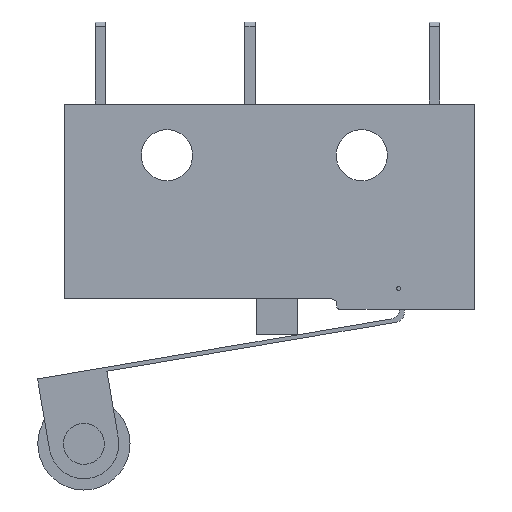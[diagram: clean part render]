
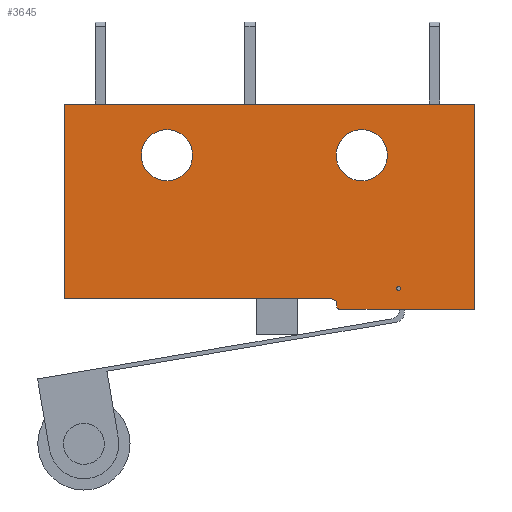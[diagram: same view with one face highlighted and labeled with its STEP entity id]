
A CAD part, front view. The second image highlights one B-rep face of the part: STEP entity #3645.
In plain terms, the highlighted planar face has unit normal (0, -1, 0).
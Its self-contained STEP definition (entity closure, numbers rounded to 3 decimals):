
#15 = DIRECTION ( 'NONE',  ( 0., 0., -1. ) ) ;
#51 = DIRECTION ( 'NONE',  ( 0., -1., 0. ) ) ;
#53 = DIRECTION ( 'NONE',  ( 0., 0., 1. ) ) ;
#65 = DIRECTION ( 'NONE',  ( 0., 0., -1. ) ) ;
#135 = PLANE ( 'NONE',  #430 ) ;
#188 = CARTESIAN_POINT ( 'NONE',  ( 6.3, 0., -3.9 ) ) ;
#231 = CIRCLE ( 'NONE', #2339, 0.1 ) ;
#248 = CARTESIAN_POINT ( 'NONE',  ( -10., 0., -4.5 ) ) ;
#307 = CARTESIAN_POINT ( 'NONE',  ( 2.987, 0., -4.5 ) ) ;
#312 = CARTESIAN_POINT ( 'NONE',  ( 3.287, 0., 0. ) ) ;
#319 = DIRECTION ( 'NONE',  ( 0., 1., 0. ) ) ;
#355 = ORIENTED_EDGE ( 'NONE', *, *, #1388, .T. ) ;
#379 = AXIS2_PLACEMENT_3D ( 'NONE', #3263, #51, #3542 ) ;
#423 = DIRECTION ( 'NONE',  ( 1., 0., 0. ) ) ;
#426 = AXIS2_PLACEMENT_3D ( 'NONE', #600, #319, #907 ) ;
#430 = AXIS2_PLACEMENT_3D ( 'NONE', #2966, #3562, #1305 ) ;
#434 = ORIENTED_EDGE ( 'NONE', *, *, #1301, .T. ) ;
#437 = ORIENTED_EDGE ( 'NONE', *, *, #2467, .F. ) ;
#492 = EDGE_CURVE ( 'NONE', #3341, #2507, #231, .T. ) ;
#509 = ORIENTED_EDGE ( 'NONE', *, *, #1229, .F. ) ;
#537 = CARTESIAN_POINT ( 'NONE',  ( 6.3, 0., -4. ) ) ;
#560 = ORIENTED_EDGE ( 'NONE', *, *, #3507, .T. ) ;
#590 = EDGE_CURVE ( 'NONE', #1371, #2343, #3322, .T. ) ;
#600 = CARTESIAN_POINT ( 'NONE',  ( -5., 0., 2.5 ) ) ;
#611 = EDGE_CURVE ( 'NONE', #3516, #1091, #1639, .T. ) ;
#633 = LINE ( 'NONE', #312, #2404 ) ;
#653 = CARTESIAN_POINT ( 'NONE',  ( 4.5, 0., 2.5 ) ) ;
#663 = VERTEX_POINT ( 'NONE', #188 ) ;
#747 = DIRECTION ( 'NONE',  ( -1., 0., 0. ) ) ;
#767 = EDGE_CURVE ( 'NONE', #930, #2530, #2540, .T. ) ;
#821 = CARTESIAN_POINT ( 'NONE',  ( 0., 0., -5. ) ) ;
#824 = VERTEX_POINT ( 'NONE', #1681 ) ;
#830 = AXIS2_PLACEMENT_3D ( 'NONE', #3565, #3428, #1636 ) ;
#868 = CIRCLE ( 'NONE', #379, 0.3 ) ;
#875 = VERTEX_POINT ( 'NONE', #1935 ) ;
#907 = DIRECTION ( 'NONE',  ( 0., 0., 1. ) ) ;
#930 = VERTEX_POINT ( 'NONE', #2953 ) ;
#943 = CARTESIAN_POINT ( 'NONE',  ( 3.387, 0., -4.9 ) ) ;
#1013 = CARTESIAN_POINT ( 'NONE',  ( 0., 0., -4.5 ) ) ;
#1025 = FACE_BOUND ( 'NONE', #2062, .T. ) ;
#1074 = CARTESIAN_POINT ( 'NONE',  ( -10., 0., 0. ) ) ;
#1091 = VERTEX_POINT ( 'NONE', #1912 ) ;
#1144 = CARTESIAN_POINT ( 'NONE',  ( -5., 0., 2.5 ) ) ;
#1149 = CIRCLE ( 'NONE', #3544, 0.1 ) ;
#1183 = DIRECTION ( 'NONE',  ( 0., 0., 1. ) ) ;
#1198 = DIRECTION ( 'NONE',  ( 0., 1., 0. ) ) ;
#1229 = EDGE_CURVE ( 'NONE', #875, #663, #2585, .T. ) ;
#1247 = CARTESIAN_POINT ( 'NONE',  ( 4.5, 0., 1.25 ) ) ;
#1263 = FACE_BOUND ( 'NONE', #2064, .T. ) ;
#1298 = ORIENTED_EDGE ( 'NONE', *, *, #2462, .F. ) ;
#1301 = EDGE_CURVE ( 'NONE', #1091, #1371, #1951, .T. ) ;
#1302 = ORIENTED_EDGE ( 'NONE', *, *, #767, .T. ) ;
#1305 = DIRECTION ( 'NONE',  ( 0., 0., 1. ) ) ;
#1330 = CIRCLE ( 'NONE', #1752, 1.25 ) ;
#1371 = VERTEX_POINT ( 'NONE', #248 ) ;
#1388 = EDGE_CURVE ( 'NONE', #1511, #1947, #2376, .T. ) ;
#1403 = DIRECTION ( 'NONE',  ( 0., 0., 1. ) ) ;
#1447 = ORIENTED_EDGE ( 'NONE', *, *, #590, .T. ) ;
#1490 = ORIENTED_EDGE ( 'NONE', *, *, #611, .T. ) ;
#1511 = VERTEX_POINT ( 'NONE', #1247 ) ;
#1516 = CARTESIAN_POINT ( 'NONE',  ( 10., 0., 5. ) ) ;
#1530 = EDGE_CURVE ( 'NONE', #824, #2343, #868, .T. ) ;
#1636 = DIRECTION ( 'NONE',  ( 0., 0., 1. ) ) ;
#1639 = LINE ( 'NONE', #2180, #2321 ) ;
#1672 = EDGE_LOOP ( 'NONE', ( #560, #3683, #2894, #437, #1490, #434, #1447, #2714 ) ) ;
#1681 = CARTESIAN_POINT ( 'NONE',  ( 3.287, 0., -4.8 ) ) ;
#1696 = ORIENTED_EDGE ( 'NONE', *, *, #3548, .T. ) ;
#1714 = DIRECTION ( 'NONE',  ( 0., 0., -1. ) ) ;
#1752 = AXIS2_PLACEMENT_3D ( 'NONE', #653, #1198, #1183 ) ;
#1785 = CARTESIAN_POINT ( 'NONE',  ( 4.5, 0., 3.75 ) ) ;
#1912 = CARTESIAN_POINT ( 'NONE',  ( -10., 0., 5. ) ) ;
#1934 = LINE ( 'NONE', #821, #3054 ) ;
#1935 = CARTESIAN_POINT ( 'NONE',  ( 6.3, 0., -4.1 ) ) ;
#1947 = VERTEX_POINT ( 'NONE', #1785 ) ;
#1951 = LINE ( 'NONE', #1074, #2082 ) ;
#1954 = DIRECTION ( 'NONE',  ( -1., 0., 0. ) ) ;
#1997 = CARTESIAN_POINT ( 'NONE',  ( 3.387, 0., -5. ) ) ;
#2047 = CIRCLE ( 'NONE', #426, 1.25 ) ;
#2062 = EDGE_LOOP ( 'NONE', ( #1298, #509 ) ) ;
#2064 = EDGE_LOOP ( 'NONE', ( #2854, #1302 ) ) ;
#2082 = VECTOR ( 'NONE', #1714, 1000. ) ;
#2180 = CARTESIAN_POINT ( 'NONE',  ( 0., 0., 5. ) ) ;
#2209 = CARTESIAN_POINT ( 'NONE',  ( 4.5, 0., 2.5 ) ) ;
#2235 = CARTESIAN_POINT ( 'NONE',  ( -5., 0., 3.75 ) ) ;
#2280 = VECTOR ( 'NONE', #15, 1000. ) ;
#2312 = VERTEX_POINT ( 'NONE', #3135 ) ;
#2321 = VECTOR ( 'NONE', #747, 1000. ) ;
#2339 = AXIS2_PLACEMENT_3D ( 'NONE', #943, #2621, #53 ) ;
#2343 = VERTEX_POINT ( 'NONE', #307 ) ;
#2357 = EDGE_CURVE ( 'NONE', #2530, #930, #2047, .T. ) ;
#2376 = CIRCLE ( 'NONE', #2733, 1.25 ) ;
#2404 = VECTOR ( 'NONE', #65, 1000. ) ;
#2405 = FACE_OUTER_BOUND ( 'NONE', #1672, .T. ) ;
#2462 = EDGE_CURVE ( 'NONE', #663, #875, #1149, .T. ) ;
#2467 = EDGE_CURVE ( 'NONE', #3516, #2312, #3086, .T. ) ;
#2507 = VERTEX_POINT ( 'NONE', #1997 ) ;
#2519 = CARTESIAN_POINT ( 'NONE',  ( 10., 0., 0. ) ) ;
#2530 = VERTEX_POINT ( 'NONE', #2235 ) ;
#2540 = CIRCLE ( 'NONE', #2716, 1.25 ) ;
#2555 = EDGE_CURVE ( 'NONE', #2312, #2507, #1934, .T. ) ;
#2563 = EDGE_LOOP ( 'NONE', ( #1696, #355 ) ) ;
#2585 = CIRCLE ( 'NONE', #830, 0.1 ) ;
#2621 = DIRECTION ( 'NONE',  ( 0., -1., 0. ) ) ;
#2714 = ORIENTED_EDGE ( 'NONE', *, *, #1530, .F. ) ;
#2716 = AXIS2_PLACEMENT_3D ( 'NONE', #1144, #3130, #3412 ) ;
#2733 = AXIS2_PLACEMENT_3D ( 'NONE', #2209, #3364, #1403 ) ;
#2754 = FACE_BOUND ( 'NONE', #2563, .T. ) ;
#2854 = ORIENTED_EDGE ( 'NONE', *, *, #2357, .T. ) ;
#2894 = ORIENTED_EDGE ( 'NONE', *, *, #2555, .F. ) ;
#2953 = CARTESIAN_POINT ( 'NONE',  ( -5., 0., 1.25 ) ) ;
#2966 = CARTESIAN_POINT ( 'NONE',  ( 0., 0., 0. ) ) ;
#3054 = VECTOR ( 'NONE', #1954, 1000. ) ;
#3086 = LINE ( 'NONE', #2519, #2280 ) ;
#3130 = DIRECTION ( 'NONE',  ( 0., 1., 0. ) ) ;
#3135 = CARTESIAN_POINT ( 'NONE',  ( 10., 0., -5. ) ) ;
#3170 = DIRECTION ( 'NONE',  ( 0., 0., 1. ) ) ;
#3263 = CARTESIAN_POINT ( 'NONE',  ( 2.987, 0., -4.8 ) ) ;
#3322 = LINE ( 'NONE', #1013, #3468 ) ;
#3341 = VERTEX_POINT ( 'NONE', #3651 ) ;
#3364 = DIRECTION ( 'NONE',  ( 0., 1., 0. ) ) ;
#3412 = DIRECTION ( 'NONE',  ( 0., 0., 1. ) ) ;
#3428 = DIRECTION ( 'NONE',  ( 0., -1., 0. ) ) ;
#3431 = DIRECTION ( 'NONE',  ( 0., -1., 0. ) ) ;
#3468 = VECTOR ( 'NONE', #423, 1000. ) ;
#3507 = EDGE_CURVE ( 'NONE', #824, #3341, #633, .T. ) ;
#3516 = VERTEX_POINT ( 'NONE', #1516 ) ;
#3542 = DIRECTION ( 'NONE',  ( 0., 0., 1. ) ) ;
#3544 = AXIS2_PLACEMENT_3D ( 'NONE', #537, #3431, #3170 ) ;
#3548 = EDGE_CURVE ( 'NONE', #1947, #1511, #1330, .T. ) ;
#3562 = DIRECTION ( 'NONE',  ( 0., 1., 0. ) ) ;
#3565 = CARTESIAN_POINT ( 'NONE',  ( 6.3, 0., -4. ) ) ;
#3645 = ADVANCED_FACE ( 'NONE', ( #1025, #1263, #2754, #2405 ), #135, .F. ) ;
#3651 = CARTESIAN_POINT ( 'NONE',  ( 3.287, 0., -4.9 ) ) ;
#3683 = ORIENTED_EDGE ( 'NONE', *, *, #492, .T. ) ;
